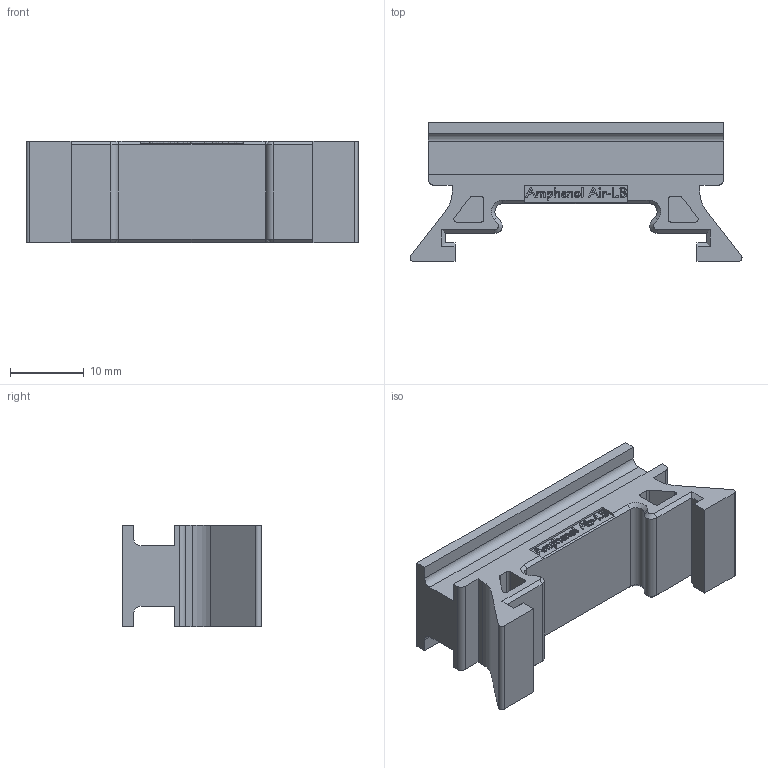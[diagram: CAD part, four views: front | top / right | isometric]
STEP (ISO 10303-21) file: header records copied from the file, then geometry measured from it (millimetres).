
FILE_DESCRIPTION((''),'2;1');
FILE_NAME('32028026320ACC','2019-10-24T',('presta_be4'),(''),'CREO PARAMETRIC BY PTC INC, 2018360','CREO PARAMETRIC BY PTC INC, 2018360','');
FILE_SCHEMA(('CONFIG_CONTROL_DESIGN'));
Length unit declared in the file: millimetre
Products named in the file (1): 32028026320ACC
Bounding box: 45 x 18.8 x 13.8 mm (x, y, z)
Volume: 5241.9 mm3; surface area: 4310.5 mm2
Topology: 1 solids, 1 shells, 434 faces, 1169 edges, 768 vertices
Faces by surface type: extrusion 219, plane 159, cylinder 40, cone 16
Entity records: 14268 total; most frequent: CARTESIAN_POINT 4122, ORIENTED_EDGE 2338, DIRECTION 1474, EDGE_CURVE 1169, VECTOR 856, VERTEX_POINT 768, B_SPLINE_CURVE_WITH_KNOTS 657, LINE 637
